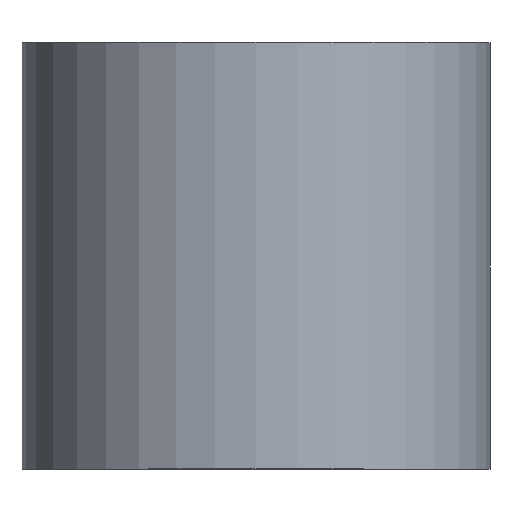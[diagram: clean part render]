
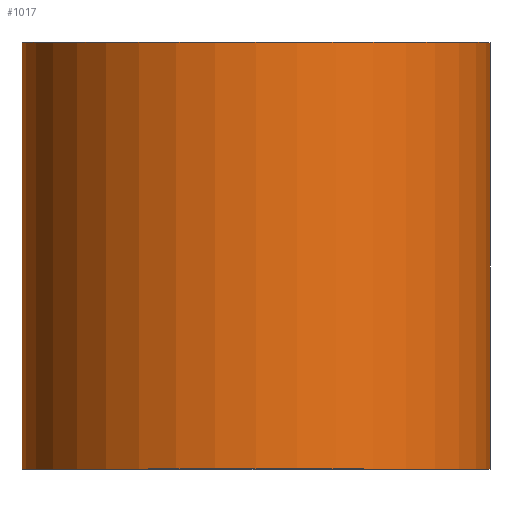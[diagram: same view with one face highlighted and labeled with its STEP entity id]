
A CAD part, top view. The second image highlights one B-rep face of the part: STEP entity #1017.
In plain terms, the highlighted cylindrical face has radius 32.899 mm (diameter 65.798 mm), a partial arc.
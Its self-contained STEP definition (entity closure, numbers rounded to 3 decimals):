
#20 = CARTESIAN_POINT ( 'NONE',  ( 32.599, 60., 0. ) ) ;
#46 = ORIENTED_EDGE ( 'NONE', *, *, #1037, .F. ) ;
#125 = CARTESIAN_POINT ( 'NONE',  ( 32.599, 60., 0. ) ) ;
#134 = EDGE_CURVE ( 'NONE', #1177, #1150, #1434, .T. ) ;
#161 = CARTESIAN_POINT ( 'NONE',  ( -33.199, 60., 0. ) ) ;
#185 = FACE_OUTER_BOUND ( 'NONE', #578, .T. ) ;
#226 = AXIS2_PLACEMENT_3D ( 'NONE', #1024, #764, #632 ) ;
#277 = CYLINDRICAL_SURFACE ( 'NONE', #226, 32.899 ) ;
#299 = AXIS2_PLACEMENT_3D ( 'NONE', #865, #1130, #1206 ) ;
#372 = CIRCLE ( 'NONE', #697, 32.899 ) ;
#434 = DIRECTION ( 'NONE',  ( 0., -1., 0. ) ) ;
#494 = EDGE_CURVE ( 'NONE', #850, #1177, #636, .T. ) ;
#569 = CARTESIAN_POINT ( 'NONE',  ( -0.3, 0., 0. ) ) ;
#578 = EDGE_LOOP ( 'NONE', ( #46, #1318, #692, #977 ) ) ;
#632 = DIRECTION ( 'NONE',  ( 0., 0., -1. ) ) ;
#636 = CIRCLE ( 'NONE', #299, 32.899 ) ;
#678 = CARTESIAN_POINT ( 'NONE',  ( -33.199, 60., 0. ) ) ;
#692 = ORIENTED_EDGE ( 'NONE', *, *, #494, .T. ) ;
#697 = AXIS2_PLACEMENT_3D ( 'NONE', #569, #1153, #780 ) ;
#729 = VECTOR ( 'NONE', #434, 1000. ) ;
#755 = CARTESIAN_POINT ( 'NONE',  ( 32.599, 0., 0. ) ) ;
#764 = DIRECTION ( 'NONE',  ( 0., -1., 0. ) ) ;
#780 = DIRECTION ( 'NONE',  ( 1., 0., 0. ) ) ;
#850 = VERTEX_POINT ( 'NONE', #20 ) ;
#865 = CARTESIAN_POINT ( 'NONE',  ( -0.3, 60., 0. ) ) ;
#966 = CARTESIAN_POINT ( 'NONE',  ( -33.199, 0., 0. ) ) ;
#977 = ORIENTED_EDGE ( 'NONE', *, *, #134, .T. ) ;
#1017 = ADVANCED_FACE ( 'NONE', ( #185 ), #277, .T. ) ;
#1024 = CARTESIAN_POINT ( 'NONE',  ( -0.3, 60., 0. ) ) ;
#1034 = VECTOR ( 'NONE', #1503, 1000. ) ;
#1037 = EDGE_CURVE ( 'NONE', #1467, #1150, #372, .T. ) ;
#1130 = DIRECTION ( 'NONE',  ( 0., -1., 0. ) ) ;
#1150 = VERTEX_POINT ( 'NONE', #966 ) ;
#1153 = DIRECTION ( 'NONE',  ( 0., -1., 0. ) ) ;
#1177 = VERTEX_POINT ( 'NONE', #678 ) ;
#1206 = DIRECTION ( 'NONE',  ( 1., 0., 0. ) ) ;
#1272 = LINE ( 'NONE', #125, #1034 ) ;
#1318 = ORIENTED_EDGE ( 'NONE', *, *, #1502, .F. ) ;
#1434 = LINE ( 'NONE', #161, #729 ) ;
#1467 = VERTEX_POINT ( 'NONE', #755 ) ;
#1502 = EDGE_CURVE ( 'NONE', #850, #1467, #1272, .T. ) ;
#1503 = DIRECTION ( 'NONE',  ( 0., -1., 0. ) ) ;
